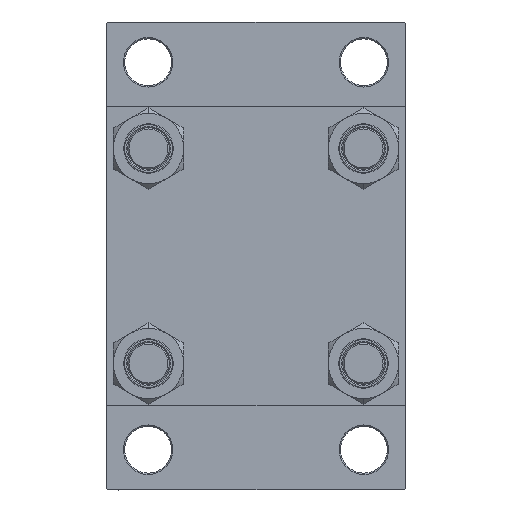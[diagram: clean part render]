
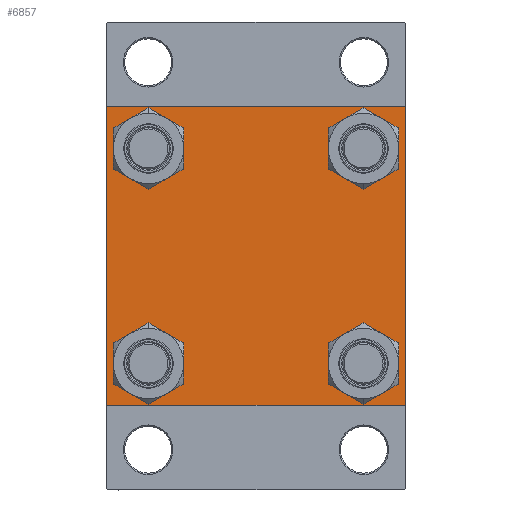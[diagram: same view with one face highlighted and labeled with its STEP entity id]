
A CAD part, left-side view. The second image highlights one B-rep face of the part: STEP entity #6857.
In plain terms, the highlighted planar face has unit normal (-1, 0, 0).
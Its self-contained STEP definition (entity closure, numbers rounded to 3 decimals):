
#110 = VECTOR ( 'NONE', #10080, 1000. ) ;
#170 = CARTESIAN_POINT ( 'NONE',  ( 0., -57.5, 57.5 ) ) ;
#583 = CARTESIAN_POINT ( 'NONE',  ( 0., 41.35, -41.35 ) ) ;
#617 = CARTESIAN_POINT ( 'NONE',  ( 0., 41.35, -49.85 ) ) ;
#903 = DIRECTION ( 'NONE',  ( 0., 0., -1. ) ) ;
#964 = CARTESIAN_POINT ( 'NONE',  ( 0., -57.5, 57. ) ) ;
#1542 = AXIS2_PLACEMENT_3D ( 'NONE', #7940, #44804, #7692 ) ;
#1902 = VERTEX_POINT ( 'NONE', #39404 ) ;
#2454 = CARTESIAN_POINT ( 'NONE',  ( 0., 57.5, -57. ) ) ;
#2688 = ORIENTED_EDGE ( 'NONE', *, *, #20780, .T. ) ;
#3097 = ORIENTED_EDGE ( 'NONE', *, *, #14380, .T. ) ;
#3327 = VERTEX_POINT ( 'NONE', #42153 ) ;
#4035 = CARTESIAN_POINT ( 'NONE',  ( 0., 57.25, 57.25 ) ) ;
#4308 = AXIS2_PLACEMENT_3D ( 'NONE', #21810, #29043, #33334 ) ;
#4449 = EDGE_LOOP ( 'NONE', ( #27720, #33067 ) ) ;
#5019 = VERTEX_POINT ( 'NONE', #2454 ) ;
#6016 = VERTEX_POINT ( 'NONE', #964 ) ;
#6149 = EDGE_LOOP ( 'NONE', ( #32238, #40139, #37465, #3097, #18872, #11276, #37020, #12554 ) ) ;
#6394 = AXIS2_PLACEMENT_3D ( 'NONE', #30487, #44218, #12190 ) ;
#6729 = FACE_BOUND ( 'NONE', #32996, .T. ) ;
#6857 = ADVANCED_FACE ( 'NONE', ( #9892, #13976, #43581, #6729, #46504 ), #18066, .T. ) ;
#6941 = VERTEX_POINT ( 'NONE', #33447 ) ;
#7598 = EDGE_CURVE ( 'NONE', #28891, #25226, #15059, .T. ) ;
#7692 = DIRECTION ( 'NONE',  ( 0., 0., 1. ) ) ;
#7940 = CARTESIAN_POINT ( 'NONE',  ( 0., -41.35, -41.35 ) ) ;
#7964 = CARTESIAN_POINT ( 'NONE',  ( 0., -57., 57.5 ) ) ;
#8082 = VERTEX_POINT ( 'NONE', #30880 ) ;
#8337 = DIRECTION ( 'NONE',  ( 0., 0.707, 0.707 ) ) ;
#8480 = VECTOR ( 'NONE', #903, 1000. ) ;
#8564 = EDGE_CURVE ( 'NONE', #37871, #6941, #45867, .T. ) ;
#9633 = EDGE_CURVE ( 'NONE', #8082, #30665, #18606, .T. ) ;
#9892 = FACE_BOUND ( 'NONE', #4449, .T. ) ;
#9971 = EDGE_CURVE ( 'NONE', #3327, #1902, #19762, .T. ) ;
#10080 = DIRECTION ( 'NONE',  ( 0., -0.707, -0.707 ) ) ;
#10437 = VERTEX_POINT ( 'NONE', #10606 ) ;
#10606 = CARTESIAN_POINT ( 'NONE',  ( 0., 41.35, -32.85 ) ) ;
#11276 = ORIENTED_EDGE ( 'NONE', *, *, #41544, .T. ) ;
#11360 = CARTESIAN_POINT ( 'NONE',  ( 0., -57.5, -57. ) ) ;
#11707 = EDGE_LOOP ( 'NONE', ( #15606, #25529 ) ) ;
#12190 = DIRECTION ( 'NONE',  ( 0., 0., 1. ) ) ;
#12554 = ORIENTED_EDGE ( 'NONE', *, *, #21471, .T. ) ;
#12917 = VERTEX_POINT ( 'NONE', #46163 ) ;
#13976 = FACE_BOUND ( 'NONE', #11707, .T. ) ;
#14380 = EDGE_CURVE ( 'NONE', #41203, #30637, #33329, .T. ) ;
#15059 = CIRCLE ( 'NONE', #44281, 8.5 ) ;
#15319 = DIRECTION ( 'NONE',  ( 1., 0., 0. ) ) ;
#15392 = DIRECTION ( 'NONE',  ( 0., 0.707, -0.707 ) ) ;
#15606 = ORIENTED_EDGE ( 'NONE', *, *, #44266, .T. ) ;
#15636 = LINE ( 'NONE', #4035, #33867 ) ;
#16234 = AXIS2_PLACEMENT_3D ( 'NONE', #583, #15319, #33354 ) ;
#16352 = EDGE_LOOP ( 'NONE', ( #2688, #24566 ) ) ;
#17168 = DIRECTION ( 'NONE',  ( 0., -1., 0. ) ) ;
#18066 = PLANE ( 'NONE',  #41293 ) ;
#18363 = CARTESIAN_POINT ( 'NONE',  ( 0., 57.5, 57.5 ) ) ;
#18606 = LINE ( 'NONE', #18363, #37423 ) ;
#18872 = ORIENTED_EDGE ( 'NONE', *, *, #44629, .F. ) ;
#19762 = CIRCLE ( 'NONE', #38188, 8.5 ) ;
#19967 = EDGE_CURVE ( 'NONE', #22174, #41203, #42910, .T. ) ;
#20455 = DIRECTION ( 'NONE',  ( 1., 0., 0. ) ) ;
#20780 = EDGE_CURVE ( 'NONE', #10437, #46948, #35423, .T. ) ;
#21471 = EDGE_CURVE ( 'NONE', #8082, #12917, #15636, .T. ) ;
#21810 = CARTESIAN_POINT ( 'NONE',  ( 0., 41.35, 41.35 ) ) ;
#22174 = VERTEX_POINT ( 'NONE', #30669 ) ;
#22267 = VECTOR ( 'NONE', #41532, 1000. ) ;
#22595 = LINE ( 'NONE', #37245, #28040 ) ;
#23293 = LINE ( 'NONE', #37953, #34448 ) ;
#23709 = EDGE_CURVE ( 'NONE', #25226, #28891, #37056, .T. ) ;
#24061 = CARTESIAN_POINT ( 'NONE',  ( 0., 41.35, 41.35 ) ) ;
#24332 = CARTESIAN_POINT ( 'NONE',  ( 0., 41.35, 49.85 ) ) ;
#24418 = EDGE_CURVE ( 'NONE', #5019, #22174, #47394, .T. ) ;
#24566 = ORIENTED_EDGE ( 'NONE', *, *, #27092, .T. ) ;
#24595 = DIRECTION ( 'NONE',  ( -1., 0., 0. ) ) ;
#24722 = DIRECTION ( 'NONE',  ( 0., 0., 1. ) ) ;
#24949 = CARTESIAN_POINT ( 'NONE',  ( 0., -41.35, 41.35 ) ) ;
#25226 = VERTEX_POINT ( 'NONE', #31655 ) ;
#25529 = ORIENTED_EDGE ( 'NONE', *, *, #9971, .T. ) ;
#26246 = AXIS2_PLACEMENT_3D ( 'NONE', #24061, #20455, #41398 ) ;
#27092 = EDGE_CURVE ( 'NONE', #46948, #10437, #38722, .T. ) ;
#27295 = CARTESIAN_POINT ( 'NONE',  ( 0., 57.5, -57.5 ) ) ;
#27720 = ORIENTED_EDGE ( 'NONE', *, *, #7598, .T. ) ;
#28036 = CARTESIAN_POINT ( 'NONE',  ( 0., -57., -57.5 ) ) ;
#28040 = VECTOR ( 'NONE', #33641, 1000. ) ;
#28405 = CARTESIAN_POINT ( 'NONE',  ( 0., 57.25, -57.25 ) ) ;
#28447 = DIRECTION ( 'NONE',  ( 0., 0., 1. ) ) ;
#28891 = VERTEX_POINT ( 'NONE', #34887 ) ;
#28965 = EDGE_CURVE ( 'NONE', #12917, #5019, #22595, .T. ) ;
#29043 = DIRECTION ( 'NONE',  ( 1., 0., 0. ) ) ;
#29744 = CARTESIAN_POINT ( 'NONE',  ( 0., -41.35, 41.35 ) ) ;
#30048 = CIRCLE ( 'NONE', #26246, 8.5 ) ;
#30487 = CARTESIAN_POINT ( 'NONE',  ( 0., 41.35, -41.35 ) ) ;
#30637 = VERTEX_POINT ( 'NONE', #11360 ) ;
#30665 = VERTEX_POINT ( 'NONE', #7964 ) ;
#30669 = CARTESIAN_POINT ( 'NONE',  ( 0., 57., -57.5 ) ) ;
#30880 = CARTESIAN_POINT ( 'NONE',  ( 0., 57., 57.5 ) ) ;
#31655 = CARTESIAN_POINT ( 'NONE',  ( 0., -41.35, 32.85 ) ) ;
#32238 = ORIENTED_EDGE ( 'NONE', *, *, #28965, .T. ) ;
#32996 = EDGE_LOOP ( 'NONE', ( #34022, #42401 ) ) ;
#33067 = ORIENTED_EDGE ( 'NONE', *, *, #23709, .T. ) ;
#33087 = DIRECTION ( 'NONE',  ( 1., 0., 0. ) ) ;
#33329 = LINE ( 'NONE', #34053, #22267 ) ;
#33334 = DIRECTION ( 'NONE',  ( 0., 0., 1. ) ) ;
#33354 = DIRECTION ( 'NONE',  ( 0., 0., 1. ) ) ;
#33447 = CARTESIAN_POINT ( 'NONE',  ( 0., 41.35, 32.85 ) ) ;
#33641 = DIRECTION ( 'NONE',  ( 0., 0., -1. ) ) ;
#33867 = VECTOR ( 'NONE', #15392, 1000. ) ;
#34022 = ORIENTED_EDGE ( 'NONE', *, *, #8564, .T. ) ;
#34053 = CARTESIAN_POINT ( 'NONE',  ( 0., -57.25, -57.25 ) ) ;
#34448 = VECTOR ( 'NONE', #8337, 1000. ) ;
#34639 = CIRCLE ( 'NONE', #1542, 8.5 ) ;
#34887 = CARTESIAN_POINT ( 'NONE',  ( 0., -41.35, 49.85 ) ) ;
#35423 = CIRCLE ( 'NONE', #16234, 8.5 ) ;
#36232 = DIRECTION ( 'NONE',  ( 0., 0., 1. ) ) ;
#36463 = DIRECTION ( 'NONE',  ( 0., 0., 1. ) ) ;
#36566 = LINE ( 'NONE', #170, #8480 ) ;
#37020 = ORIENTED_EDGE ( 'NONE', *, *, #9633, .F. ) ;
#37056 = CIRCLE ( 'NONE', #37834, 8.5 ) ;
#37245 = CARTESIAN_POINT ( 'NONE',  ( 0., 57.5, 57.5 ) ) ;
#37423 = VECTOR ( 'NONE', #44122, 1000. ) ;
#37465 = ORIENTED_EDGE ( 'NONE', *, *, #19967, .T. ) ;
#37834 = AXIS2_PLACEMENT_3D ( 'NONE', #24949, #46631, #24722 ) ;
#37871 = VERTEX_POINT ( 'NONE', #24332 ) ;
#37953 = CARTESIAN_POINT ( 'NONE',  ( 0., -57.25, 57.25 ) ) ;
#38188 = AXIS2_PLACEMENT_3D ( 'NONE', #40091, #33087, #36463 ) ;
#38483 = VECTOR ( 'NONE', #17168, 1000. ) ;
#38722 = CIRCLE ( 'NONE', #6394, 8.5 ) ;
#39404 = CARTESIAN_POINT ( 'NONE',  ( 0., -41.35, -32.85 ) ) ;
#40091 = CARTESIAN_POINT ( 'NONE',  ( 0., -41.35, -41.35 ) ) ;
#40139 = ORIENTED_EDGE ( 'NONE', *, *, #24418, .T. ) ;
#41203 = VERTEX_POINT ( 'NONE', #28036 ) ;
#41293 = AXIS2_PLACEMENT_3D ( 'NONE', #46738, #24595, #28447 ) ;
#41398 = DIRECTION ( 'NONE',  ( 0., 0., 1. ) ) ;
#41532 = DIRECTION ( 'NONE',  ( 0., -0.707, 0.707 ) ) ;
#41544 = EDGE_CURVE ( 'NONE', #6016, #30665, #23293, .T. ) ;
#42153 = CARTESIAN_POINT ( 'NONE',  ( 0., -41.35, -49.85 ) ) ;
#42401 = ORIENTED_EDGE ( 'NONE', *, *, #44771, .T. ) ;
#42910 = LINE ( 'NONE', #27295, #38483 ) ;
#43581 = FACE_BOUND ( 'NONE', #16352, .T. ) ;
#44122 = DIRECTION ( 'NONE',  ( 0., -1., 0. ) ) ;
#44218 = DIRECTION ( 'NONE',  ( 1., 0., 0. ) ) ;
#44266 = EDGE_CURVE ( 'NONE', #1902, #3327, #34639, .T. ) ;
#44281 = AXIS2_PLACEMENT_3D ( 'NONE', #29744, #44431, #36232 ) ;
#44431 = DIRECTION ( 'NONE',  ( 1., 0., 0. ) ) ;
#44629 = EDGE_CURVE ( 'NONE', #6016, #30637, #36566, .T. ) ;
#44771 = EDGE_CURVE ( 'NONE', #6941, #37871, #30048, .T. ) ;
#44804 = DIRECTION ( 'NONE',  ( 1., 0., 0. ) ) ;
#45867 = CIRCLE ( 'NONE', #4308, 8.5 ) ;
#46163 = CARTESIAN_POINT ( 'NONE',  ( 0., 57.5, 57. ) ) ;
#46504 = FACE_OUTER_BOUND ( 'NONE', #6149, .T. ) ;
#46631 = DIRECTION ( 'NONE',  ( 1., 0., 0. ) ) ;
#46738 = CARTESIAN_POINT ( 'NONE',  ( 0., 0., 0. ) ) ;
#46948 = VERTEX_POINT ( 'NONE', #617 ) ;
#47394 = LINE ( 'NONE', #28405, #110 ) ;
